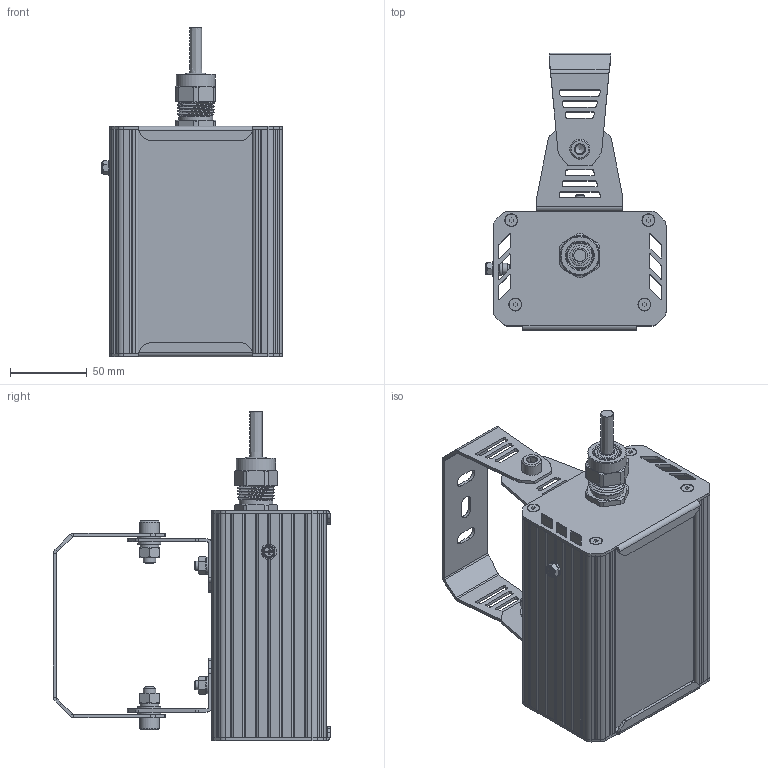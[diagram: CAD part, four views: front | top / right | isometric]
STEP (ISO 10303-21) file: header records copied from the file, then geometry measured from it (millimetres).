
FILE_DESCRIPTION(('STEP AP214'), '1');
FILE_NAME('001.0092.00.003 - ÃÑÏ-Ïðèìà-Îïòèê-2Åõ10', '', ('UNSPECIFIED'), ('UNSPECIFIED'), 'C3D Converter', 'C3D Toolkit', '');
FILE_SCHEMA(('AUTOMOTIVE_DESIGN { 1 0 10303 214 3 1 1}'));
Length unit declared in the file: millimetre
Products named in the file (45): 001.0092.00.003; #2906; #2965; #3024; #3083; #3168; #3227; #3286; #3345
Assembly tree (66 placements, depth 4):
  001.0092.00.003
    (unnamed)
      (unnamed)  x4
      (unnamed)  x4
      (unnamed)
      (unnamed)
      (unnamed)
      (unnamed)
      (unnamed)
      (unnamed)
      (unnamed)
      (unnamed)
      (unnamed)
      (unnamed)
      (unnamed)
        (unnamed)
    (unnamed)
      (unnamed)
      (unnamed)  x3
      (unnamed)  x13
      (unnamed)
      (unnamed)
      (unnamed)
      (unnamed)
      (unnamed)
      (unnamed)
      (unnamed)
    (unnamed)
      (unnamed)
      (unnamed)
      (unnamed)
      (unnamed)  x2
      (unnamed)
      (unnamed)
      (unnamed)
      (unnamed)
      (unnamed)
      #2906
      #2965
      #3024
      #3083  x2
      #3168
      #3227
      #3286
      #3345
Bounding box: 117.15 x 180.44 x 214.5 mm (x, y, z)
Volume: 364427.9 mm3; surface area: 316756 mm2
Topology: 74 solids, 74 shells, 1585 faces, 4042 edges, 2681 vertices
Faces by surface type: plane 978, cylinder 490, cone 77, bspline 31, torus 6, sphere 3
Full cylindrical faces by diameter (mm): 1 x3, 2 x2, 2.5 x4, 2.8 x25, 3.2 x3, 3.5 x6, 4 x9, 4.917 x2, 5 x3, 6 x5, 6.6 x2, 6.647 x2, 7 x2, 8 x10, 8.5 x4, 9 x17, 10 x1, 11 x2, 12.5 x1, 13 x3, 15 x4, 16 x1, 17 x1, 18 x1, 18.5 x1, 19 x1, 20 x1, 21.5 x1, 22 x2, 25.5 x1
Entity records: 91686 total; most frequent: CARTESIAN_POINT 46946, DIRECTION 8442, ORIENTED_EDGE 7242, EDGE_CURVE 3621, AXIS2_PLACEMENT_3D 3057, VERTEX_POINT 2497, LINE 2328, VECTOR 2328
